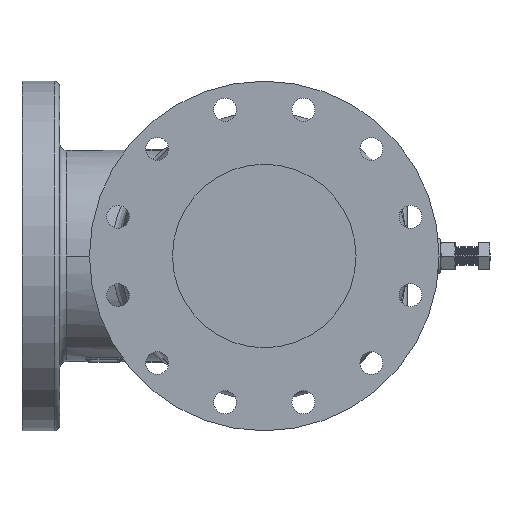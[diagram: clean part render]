
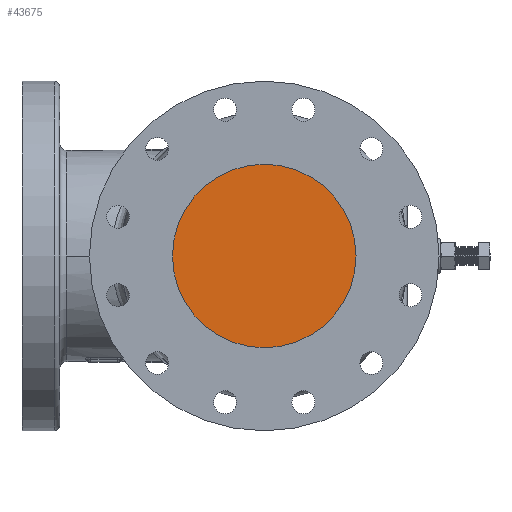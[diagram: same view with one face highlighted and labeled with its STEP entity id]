
A CAD part, left-side view. The second image highlights one B-rep face of the part: STEP entity #43675.
In plain terms, the highlighted planar face has unit normal (-1, 0, 0).
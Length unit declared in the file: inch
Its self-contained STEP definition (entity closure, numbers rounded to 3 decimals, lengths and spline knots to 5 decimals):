
#864 = FACE_OUTER_BOUND ( 'NONE', #4669, .T. ) ;
#2423 = CARTESIAN_POINT ( 'NONE',  ( -11.96849, 3.93701, 0. ) ) ;
#3603 = DIRECTION ( 'NONE',  ( 0., -1., 0. ) ) ;
#4669 = EDGE_LOOP ( 'NONE', ( #21323, #42728 ) ) ;
#13417 = DIRECTION ( 'NONE',  ( -1., 0., 0. ) ) ;
#13850 = VERTEX_POINT ( 'NONE', #2423 ) ;
#17414 = CIRCLE ( 'NONE', #45460, 3.93701 ) ;
#21323 = ORIENTED_EDGE ( 'NONE', *, *, #32954, .T. ) ;
#24059 = DIRECTION ( 'NONE',  ( -1., 0., 0. ) ) ;
#29039 = CARTESIAN_POINT ( 'NONE',  ( -11.96849, -3.93701, 0. ) ) ;
#30973 = PLANE ( 'NONE',  #44869 ) ;
#31155 = DIRECTION ( 'NONE',  ( -1., 0., 0. ) ) ;
#32954 = EDGE_CURVE ( 'NONE', #46953, #13850, #17414, .T. ) ;
#40979 = CARTESIAN_POINT ( 'NONE',  ( -11.96849, 0., 0. ) ) ;
#42728 = ORIENTED_EDGE ( 'NONE', *, *, #51285, .T. ) ;
#43675 = ADVANCED_FACE ( 'NONE', ( #864 ), #30973, .T. ) ;
#44869 = AXIS2_PLACEMENT_3D ( 'NONE', #58572, #31155, #3603 ) ;
#45460 = AXIS2_PLACEMENT_3D ( 'NONE', #40979, #13417, #45574 ) ;
#45574 = DIRECTION ( 'NONE',  ( 0., -1., 0. ) ) ;
#46953 = VERTEX_POINT ( 'NONE', #29039 ) ;
#51285 = EDGE_CURVE ( 'NONE', #13850, #46953, #55880, .T. ) ;
#51540 = CARTESIAN_POINT ( 'NONE',  ( -11.96849, 0., 0. ) ) ;
#55880 = CIRCLE ( 'NONE', #58605, 3.93701 ) ;
#56118 = DIRECTION ( 'NONE',  ( 0., -1., 0. ) ) ;
#58572 = CARTESIAN_POINT ( 'NONE',  ( -11.96849, 0., 0. ) ) ;
#58605 = AXIS2_PLACEMENT_3D ( 'NONE', #51540, #24059, #56118 ) ;
